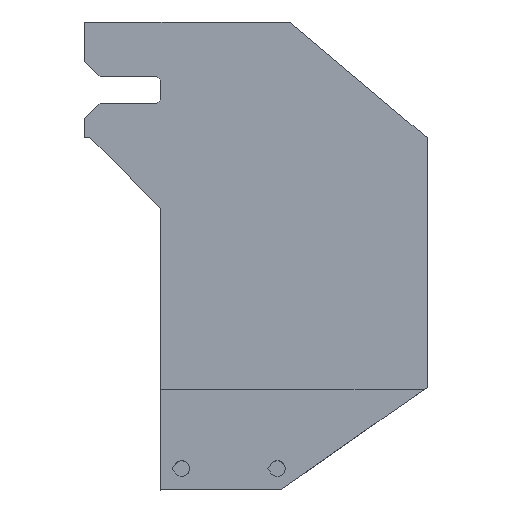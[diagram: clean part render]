
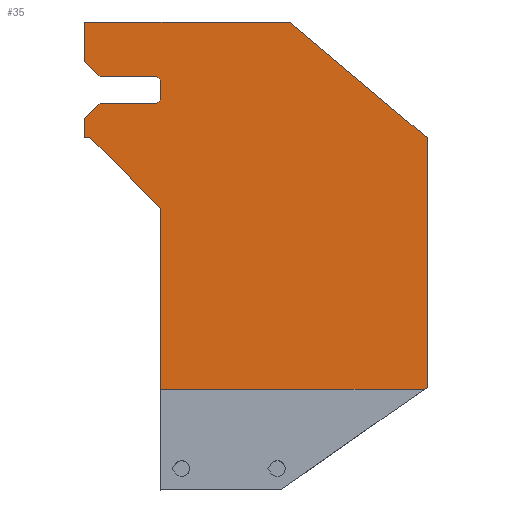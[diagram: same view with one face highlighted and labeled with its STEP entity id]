
A CAD part, left-side view. The second image highlights one B-rep face of the part: STEP entity #35.
In plain terms, the highlighted planar face has unit normal (-1, 0, 0).
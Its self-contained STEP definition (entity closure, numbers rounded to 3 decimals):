
#35 = ADVANCED_FACE('',(#36),#174,.T.);
#36 = FACE_BOUND('',#37,.T.);
#37 = EDGE_LOOP('',(#38,#48,#56,#64,#72,#80,#88,#96,#104,#112,#120,#128,
    #136,#144,#152,#160,#168));
#38 = ORIENTED_EDGE('',*,*,#39,.F.);
#39 = EDGE_CURVE('',#40,#42,#44,.T.);
#40 = VERTEX_POINT('',#41);
#41 = CARTESIAN_POINT('',(-38.,27.7,
    46.267));
#42 = VERTEX_POINT('',#43);
#43 = CARTESIAN_POINT('',(-38.,28.7,
    46.267));
#44 = LINE('',#45,#46);
#45 = CARTESIAN_POINT('',(-38.,13.7,
    46.267));
#46 = VECTOR('',#47,1.);
#47 = DIRECTION('',(0.,1.,0.));
#48 = ORIENTED_EDGE('',*,*,#49,.F.);
#49 = EDGE_CURVE('',#50,#40,#52,.T.);
#50 = VERTEX_POINT('',#51);
#51 = CARTESIAN_POINT('',(-38.,13.7,
    32.267));
#52 = LINE('',#53,#54);
#53 = CARTESIAN_POINT('',(-38.,13.715,32.282)
  );
#54 = VECTOR('',#55,1.);
#55 = DIRECTION('',(0.,0.707,0.707));
#56 = ORIENTED_EDGE('',*,*,#57,.T.);
#57 = EDGE_CURVE('',#50,#58,#60,.T.);
#58 = VERTEX_POINT('',#59);
#59 = CARTESIAN_POINT('',(-38.,13.7,
    -3.733));
#60 = LINE('',#61,#62);
#61 = CARTESIAN_POINT('',(-38.,13.7,
    69.267));
#62 = VECTOR('',#63,1.);
#63 = DIRECTION('',(0.,0.,-1.));
#64 = ORIENTED_EDGE('',*,*,#65,.F.);
#65 = EDGE_CURVE('',#66,#58,#68,.T.);
#66 = VERTEX_POINT('',#67);
#67 = CARTESIAN_POINT('',(-38.,-38.729,
    -3.733));
#68 = LINE('',#69,#70);
#69 = CARTESIAN_POINT('',(-38.,-39.3,
    -3.733));
#70 = VECTOR('',#71,1.);
#71 = DIRECTION('',(0.,1.,0.));
#72 = ORIENTED_EDGE('',*,*,#73,.T.);
#73 = EDGE_CURVE('',#66,#74,#76,.T.);
#74 = VERTEX_POINT('',#75);
#75 = CARTESIAN_POINT('',(-38.,-39.3,
    -3.333));
#76 = LINE('',#77,#78);
#77 = CARTESIAN_POINT('',(-38.,-56.355,8.609
    ));
#78 = VECTOR('',#79,1.);
#79 = DIRECTION('',(0.,-0.819,0.574));
#80 = ORIENTED_EDGE('',*,*,#81,.F.);
#81 = EDGE_CURVE('',#82,#74,#84,.T.);
#82 = VERTEX_POINT('',#83);
#83 = CARTESIAN_POINT('',(-38.,-39.3,
    46.267));
#84 = LINE('',#85,#86);
#85 = CARTESIAN_POINT('',(-38.,-39.3,
    69.267));
#86 = VECTOR('',#87,1.);
#87 = DIRECTION('',(0.,0.,-1.));
#88 = ORIENTED_EDGE('',*,*,#89,.F.);
#89 = EDGE_CURVE('',#90,#82,#92,.T.);
#90 = VERTEX_POINT('',#91);
#91 = CARTESIAN_POINT('',(-38.,-11.89,
    69.267));
#92 = LINE('',#93,#94);
#93 = CARTESIAN_POINT('',(-38.,-34.57,
    50.236));
#94 = VECTOR('',#95,1.);
#95 = DIRECTION('',(0.,-0.766,-0.643)
  );
#96 = ORIENTED_EDGE('',*,*,#97,.T.);
#97 = EDGE_CURVE('',#90,#98,#100,.T.);
#98 = VERTEX_POINT('',#99);
#99 = CARTESIAN_POINT('',(-38.,28.7,
    69.267));
#100 = LINE('',#101,#102);
#101 = CARTESIAN_POINT('',(-38.,-39.3,
    69.267));
#102 = VECTOR('',#103,1.);
#103 = DIRECTION('',(0.,1.,0.));
#104 = ORIENTED_EDGE('',*,*,#105,.F.);
#105 = EDGE_CURVE('',#106,#98,#108,.T.);
#106 = VERTEX_POINT('',#107);
#107 = CARTESIAN_POINT('',(-38.,28.7,
    61.467));
#108 = LINE('',#109,#110);
#109 = CARTESIAN_POINT('',(-38.,28.7,
    58.467));
#110 = VECTOR('',#111,1.);
#111 = DIRECTION('',(0.,0.,1.));
#112 = ORIENTED_EDGE('',*,*,#113,.F.);
#113 = EDGE_CURVE('',#114,#106,#116,.T.);
#114 = VERTEX_POINT('',#115);
#115 = CARTESIAN_POINT('',(-38.,25.7,
    58.467));
#116 = LINE('',#117,#118);
#117 = CARTESIAN_POINT('',(-38.,13.415,
    46.182));
#118 = VECTOR('',#119,1.);
#119 = DIRECTION('',(0.,0.707,0.707));
#120 = ORIENTED_EDGE('',*,*,#121,.F.);
#121 = EDGE_CURVE('',#122,#114,#124,.T.);
#122 = VERTEX_POINT('',#123);
#123 = CARTESIAN_POINT('',(-38.,14.45,
    58.467));
#124 = LINE('',#125,#126);
#125 = CARTESIAN_POINT('',(-38.,13.7,
    58.467));
#126 = VECTOR('',#127,1.);
#127 = DIRECTION('',(0.,1.,0.));
#128 = ORIENTED_EDGE('',*,*,#129,.F.);
#129 = EDGE_CURVE('',#130,#122,#132,.T.);
#130 = VERTEX_POINT('',#131);
#131 = CARTESIAN_POINT('',(-38.,13.7,
    57.717));
#132 = LINE('',#133,#134);
#133 = CARTESIAN_POINT('',(-38.,4.04,
    48.057));
#134 = VECTOR('',#135,1.);
#135 = DIRECTION('',(0.,0.707,0.707));
#136 = ORIENTED_EDGE('',*,*,#137,.T.);
#137 = EDGE_CURVE('',#130,#138,#140,.T.);
#138 = VERTEX_POINT('',#139);
#139 = CARTESIAN_POINT('',(-38.,13.7,
    53.817));
#140 = LINE('',#141,#142);
#141 = CARTESIAN_POINT('',(-38.,13.7,
    69.267));
#142 = VECTOR('',#143,1.);
#143 = DIRECTION('',(0.,0.,-1.));
#144 = ORIENTED_EDGE('',*,*,#145,.F.);
#145 = EDGE_CURVE('',#146,#138,#148,.T.);
#146 = VERTEX_POINT('',#147);
#147 = CARTESIAN_POINT('',(-38.,14.45,
    53.067));
#148 = LINE('',#149,#150);
#149 = CARTESIAN_POINT('',(-38.,14.245,
    53.272));
#150 = VECTOR('',#151,1.);
#151 = DIRECTION('',(0.,-0.707,0.707)
  );
#152 = ORIENTED_EDGE('',*,*,#153,.T.);
#153 = EDGE_CURVE('',#146,#154,#156,.T.);
#154 = VERTEX_POINT('',#155);
#155 = CARTESIAN_POINT('',(-38.,25.7,
    53.067));
#156 = LINE('',#157,#158);
#157 = CARTESIAN_POINT('',(-38.,13.7,
    53.067));
#158 = VECTOR('',#159,1.);
#159 = DIRECTION('',(0.,1.,0.));
#160 = ORIENTED_EDGE('',*,*,#161,.T.);
#161 = EDGE_CURVE('',#154,#162,#164,.T.);
#162 = VERTEX_POINT('',#163);
#163 = CARTESIAN_POINT('',(-38.,28.7,
    50.067));
#164 = LINE('',#165,#166);
#165 = CARTESIAN_POINT('',(-38.,23.62,
    55.147));
#166 = VECTOR('',#167,1.);
#167 = DIRECTION('',(0.,0.707,-0.707)
  );
#168 = ORIENTED_EDGE('',*,*,#169,.F.);
#169 = EDGE_CURVE('',#42,#162,#170,.T.);
#170 = LINE('',#171,#172);
#171 = CARTESIAN_POINT('',(-38.,28.7,
    46.267));
#172 = VECTOR('',#173,1.);
#173 = DIRECTION('',(0.,0.,1.));
#174 = PLANE('',#175);
#175 = AXIS2_PLACEMENT_3D('',#176,#177,#178);
#176 = CARTESIAN_POINT('',(-38.,-3.329,
    35.356));
#177 = DIRECTION('',(-1.,0.,0.));
#178 = DIRECTION('',(0.,1.,0.));
